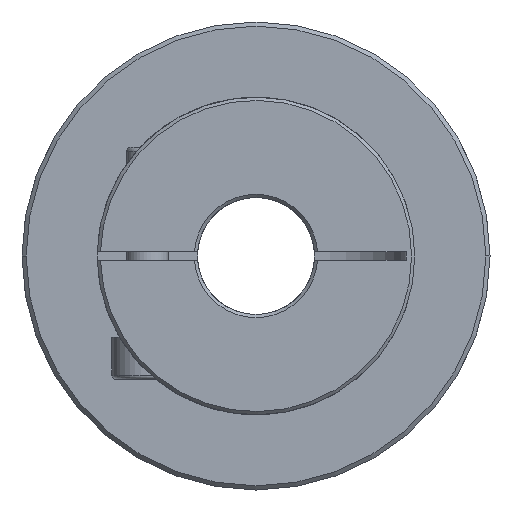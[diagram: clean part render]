
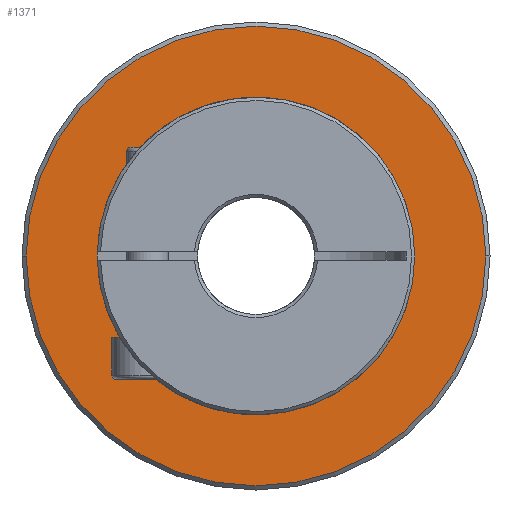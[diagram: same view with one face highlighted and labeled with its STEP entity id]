
A CAD part, left-side view. The second image highlights one B-rep face of the part: STEP entity #1371.
In plain terms, the highlighted planar face has unit normal (-1, 0, 0).
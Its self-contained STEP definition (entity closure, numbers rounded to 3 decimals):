
#99 = VERTEX_POINT ( 'NONE', #647 ) ;
#100 = VERTEX_POINT ( 'NONE', #648 ) ;
#320 = EDGE_CURVE ( 'NONE', #100, #99, #2970, .T. ) ;
#341 = EDGE_CURVE ( 'NONE', #409, #410, #2994, .T. ) ;
#409 = VERTEX_POINT ( 'NONE', #3401 ) ;
#410 = VERTEX_POINT ( 'NONE', #3402 ) ;
#647 = CARTESIAN_POINT ( 'NONE',  ( -16.869, 27.5, 0. ) ) ;
#648 = CARTESIAN_POINT ( 'NONE',  ( -16.869, -27.5, 0. ) ) ;
#807 = EDGE_LOOP ( 'NONE', ( #1158, #1159 ) ) ;
#823 = EDGE_LOOP ( 'NONE', ( #1160, #1161 ) ) ;
#1158 = ORIENTED_EDGE ( 'NONE', *, *, #5434, .T. ) ;
#1159 = ORIENTED_EDGE ( 'NONE', *, *, #341, .T. ) ;
#1160 = ORIENTED_EDGE ( 'NONE', *, *, #5423, .F. ) ;
#1161 = ORIENTED_EDGE ( 'NONE', *, *, #320, .F. ) ;
#1371 = ADVANCED_FACE ( 'NONE', ( #3029, #3036 ), #3548, .T. ) ;
#2315 = AXIS2_PLACEMENT_3D ( 'NONE', #2925, #2926, #2927 ) ;
#2328 = AXIS2_PLACEMENT_3D ( 'NONE', #3265, #3299, #3300 ) ;
#2350 = AXIS2_PLACEMENT_3D ( 'NONE', #3547, #3550, #3551 ) ;
#2481 = AXIS2_PLACEMENT_3D ( 'NONE', #4450, #4462, #4463 ) ;
#2484 = AXIS2_PLACEMENT_3D ( 'NONE', #4504, #4513, #4514 ) ;
#2925 = CARTESIAN_POINT ( 'NONE',  ( -16.869, 0., 0. ) ) ;
#2926 = DIRECTION ( 'NONE',  ( 1., 0., 0. ) ) ;
#2927 = DIRECTION ( 'NONE',  ( 0., -1., 0. ) ) ;
#2970 = CIRCLE ( 'NONE', #2315, 27.5 ) ;
#2994 = CIRCLE ( 'NONE', #2328, 19. ) ;
#3029 = FACE_BOUND ( 'NONE', #807, .T. ) ;
#3036 = FACE_OUTER_BOUND ( 'NONE', #823, .T. ) ;
#3265 = CARTESIAN_POINT ( 'NONE',  ( -16.869, 0., 0. ) ) ;
#3299 = DIRECTION ( 'NONE',  ( 1., 0., 0. ) ) ;
#3300 = DIRECTION ( 'NONE',  ( 0., -1., 0. ) ) ;
#3401 = CARTESIAN_POINT ( 'NONE',  ( -16.869, -19., 0. ) ) ;
#3402 = CARTESIAN_POINT ( 'NONE',  ( -16.869, 19., 0. ) ) ;
#3547 = CARTESIAN_POINT ( 'NONE',  ( -16.869, 0., 0. ) ) ;
#3548 = PLANE ( 'NONE',  #2350 ) ;
#3550 = DIRECTION ( 'NONE',  ( -1., 0., 0. ) ) ;
#3551 = DIRECTION ( 'NONE',  ( 0., -1., 0. ) ) ;
#4133 = CIRCLE ( 'NONE', #2481, 27.5 ) ;
#4148 = CIRCLE ( 'NONE', #2484, 19. ) ;
#4450 = CARTESIAN_POINT ( 'NONE',  ( -16.869, 0., 0. ) ) ;
#4462 = DIRECTION ( 'NONE',  ( 1., 0., 0. ) ) ;
#4463 = DIRECTION ( 'NONE',  ( 0., -1., 0. ) ) ;
#4504 = CARTESIAN_POINT ( 'NONE',  ( -16.869, 0., 0. ) ) ;
#4513 = DIRECTION ( 'NONE',  ( 1., 0., 0. ) ) ;
#4514 = DIRECTION ( 'NONE',  ( 0., -1., 0. ) ) ;
#5423 = EDGE_CURVE ( 'NONE', #99, #100, #4133, .T. ) ;
#5434 = EDGE_CURVE ( 'NONE', #410, #409, #4148, .T. ) ;
